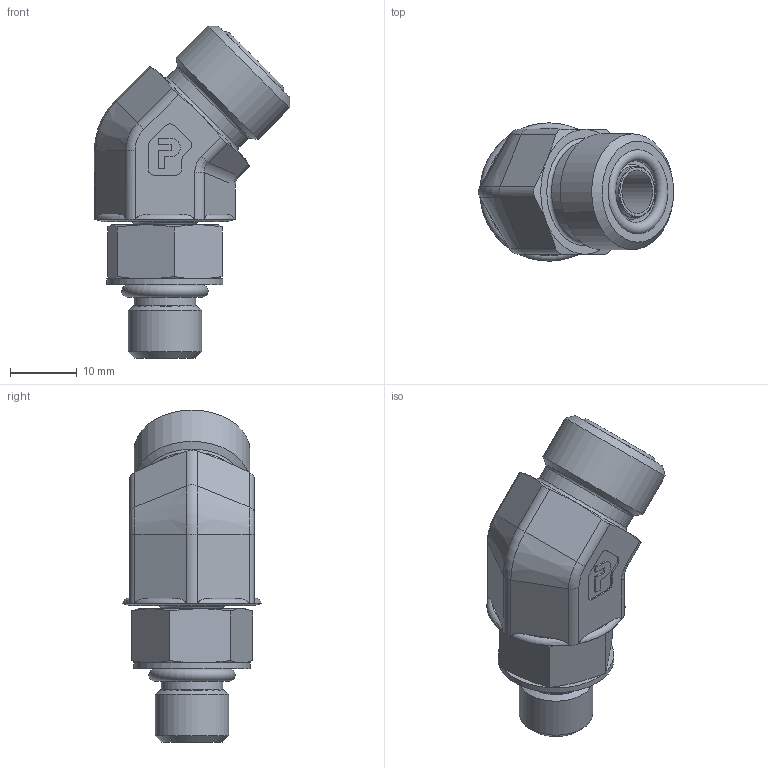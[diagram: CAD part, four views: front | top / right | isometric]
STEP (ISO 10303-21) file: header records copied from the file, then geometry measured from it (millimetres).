
FILE_DESCRIPTION((''),'2;1');
FILE_NAME('6-4 V5OLO.stp','2012-08-07T07:34:43',('ew03492'),(''),'Autodesk Inventor 2011','Autodesk Inventor 2011','');
FILE_SCHEMA(('AUTOMOTIVE_DESIGN { 1 0 10303 214 1 1 1 1 }'));
Length unit declared in the file: inch
Products named in the file (1): V5L_Shrinkwrap_1
Bounding box: 29.16 x 20.65 x 49.61 mm (x, y, z)
Volume: 9725.1 mm3; surface area: 5133.9 mm2
Topology: 1 solids, 2 shells, 147 faces, 347 edges, 210 vertices
Faces by surface type: plane 57, cylinder 37, cone 27, torus 23, bspline 3
Full cylindrical faces by diameter (mm): 4.5 x1, 6.5 x1, 7.62 x1, 9.144 x1, 9.233 x3, 9.881 x2, 10.977 x1, 12.802 x2, 15.088 x1, 17.308 x1, 17.348 x1, 20.65 x1
Entity records: 4283 total; most frequent: CARTESIAN_POINT 1013, DIRECTION 662, ORIENTED_EDGE 578, EDGE_CURVE 289, AXIS2_PLACEMENT_3D 277, EDGE_LOOP 203, VERTEX_POINT 194, FACE_OUTER_BOUND 147
